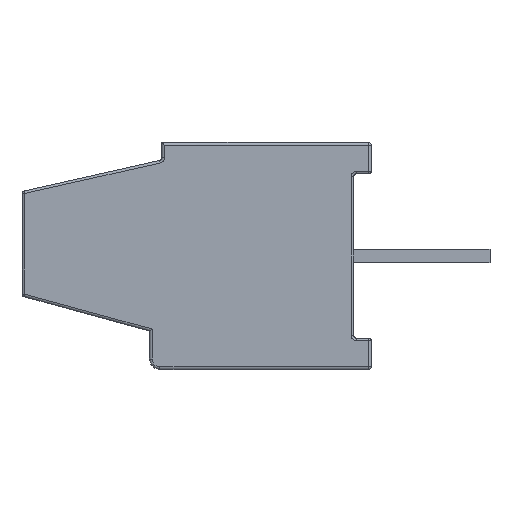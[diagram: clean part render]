
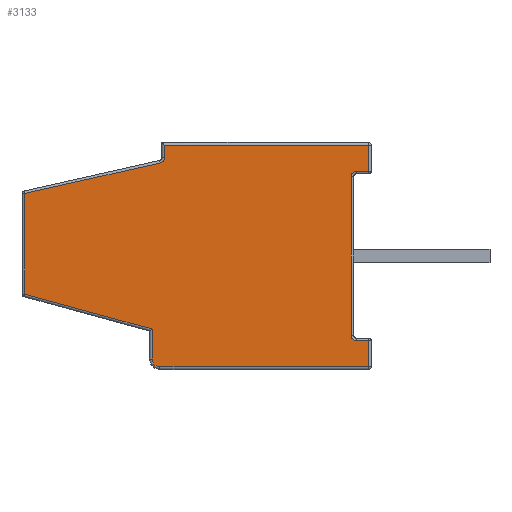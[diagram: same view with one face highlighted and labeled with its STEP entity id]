
A CAD part, left-side view. The second image highlights one B-rep face of the part: STEP entity #3133.
In plain terms, the highlighted planar face has unit normal (-1, 0, 0).
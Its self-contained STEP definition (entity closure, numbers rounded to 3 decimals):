
#284 = DIRECTION ( 'NONE',  ( 0., 0., 1. ) ) ;
#432 = CARTESIAN_POINT ( 'NONE',  ( -6.58, -2.275, -9.575 ) ) ;
#433 = DIRECTION ( 'NONE',  ( 0., 0., 1. ) ) ;
#464 = DIRECTION ( 'NONE',  ( -1., 0., 0. ) ) ;
#475 = CARTESIAN_POINT ( 'NONE',  ( -6.58, -3.175, -4.075 ) ) ;
#509 = CARTESIAN_POINT ( 'NONE',  ( -6.58, 2.425, 0. ) ) ;
#579 = VERTEX_POINT ( 'NONE', #5483 ) ;
#586 = VECTOR ( 'NONE', #2779, 1000. ) ;
#590 = AXIS2_PLACEMENT_3D ( 'NONE', #1804, #1781, #2940 ) ;
#709 = VERTEX_POINT ( 'NONE', #4450 ) ;
#741 = CARTESIAN_POINT ( 'NONE',  ( -6.58, -1.688, 0.38 ) ) ;
#806 = EDGE_CURVE ( 'NONE', #7435, #5986, #6663, .T. ) ;
#840 = ORIENTED_EDGE ( 'NONE', *, *, #5086, .F. ) ;
#864 = ORIENTED_EDGE ( 'NONE', *, *, #5457, .T. ) ;
#884 = LINE ( 'NONE', #4749, #1563 ) ;
#892 = CARTESIAN_POINT ( 'NONE',  ( -6.58, -2.81, -4.075 ) ) ;
#953 = CARTESIAN_POINT ( 'NONE',  ( -6.58, -2.425, -9.925 ) ) ;
#989 = EDGE_CURVE ( 'NONE', #6252, #3748, #6947, .T. ) ;
#1023 = DIRECTION ( 'NONE',  ( 0., 0., 1. ) ) ;
#1088 = DIRECTION ( 'NONE',  ( 0., 0., 1. ) ) ;
#1095 = DIRECTION ( 'NONE',  ( 0., 0., -1. ) ) ;
#1196 = CARTESIAN_POINT ( 'NONE',  ( -6.58, 3.175, -9.925 ) ) ;
#1294 = CIRCLE ( 'NONE', #590, 0.15 ) ;
#1537 = EDGE_CURVE ( 'NONE', #6041, #579, #5084, .T. ) ;
#1545 = CARTESIAN_POINT ( 'NONE',  ( -6.58, 2.093, -3.725 ) ) ;
#1562 = DIRECTION ( 'NONE',  ( 0., -1., 0. ) ) ;
#1563 = VECTOR ( 'NONE', #6643, 1000. ) ;
#1639 = CARTESIAN_POINT ( 'NONE',  ( -6.58, 1.093, -0.075 ) ) ;
#1649 = CARTESIAN_POINT ( 'NONE',  ( -6.58, 3.175, 0. ) ) ;
#1671 = VECTOR ( 'NONE', #1088, 1000. ) ;
#1678 = VERTEX_POINT ( 'NONE', #892 ) ;
#1781 = DIRECTION ( 'NONE',  ( -1., 0., 0. ) ) ;
#1804 = CARTESIAN_POINT ( 'NONE',  ( -6.58, 2.275, -9.575 ) ) ;
#1986 = DIRECTION ( 'NONE',  ( 0., 1., 0. ) ) ;
#1990 = ORIENTED_EDGE ( 'NONE', *, *, #1537, .T. ) ;
#1993 = DIRECTION ( 'NONE',  ( 0., 0.264, -0.964 ) ) ;
#2042 = FACE_OUTER_BOUND ( 'NONE', #6451, .T. ) ;
#2049 = VERTEX_POINT ( 'NONE', #1639 ) ;
#2079 = CARTESIAN_POINT ( 'NONE',  ( -6.58, -2.81, -3.925 ) ) ;
#2191 = CARTESIAN_POINT ( 'NONE',  ( -6.58, 2.95, -3.95 ) ) ;
#2230 = CARTESIAN_POINT ( 'NONE',  ( -6.58, 0., -9.425 ) ) ;
#2255 = CIRCLE ( 'NONE', #5695, 0.225 ) ;
#2266 = DIRECTION ( 'NONE',  ( -1., 0., 0. ) ) ;
#2342 = ORIENTED_EDGE ( 'NONE', *, *, #6200, .T. ) ;
#2364 = ORIENTED_EDGE ( 'NONE', *, *, #3998, .T. ) ;
#2405 = DIRECTION ( 'NONE',  ( 0., 0., -1. ) ) ;
#2550 = CARTESIAN_POINT ( 'NONE',  ( -6.58, 0., -4.075 ) ) ;
#2779 = DIRECTION ( 'NONE',  ( 0., 0., 1. ) ) ;
#2857 = EDGE_CURVE ( 'NONE', #709, #6041, #3240, .T. ) ;
#2940 = DIRECTION ( 'NONE',  ( 0., 0., 1. ) ) ;
#2959 = ORIENTED_EDGE ( 'NONE', *, *, #989, .T. ) ;
#2992 = ORIENTED_EDGE ( 'NONE', *, *, #7074, .F. ) ;
#3010 = ORIENTED_EDGE ( 'NONE', *, *, #3925, .T. ) ;
#3057 = VERTEX_POINT ( 'NONE', #1545 ) ;
#3133 = ADVANCED_FACE ( 'NONE', ( #2042 ), #4123, .T. ) ;
#3240 = LINE ( 'NONE', #6655, #4518 ) ;
#3249 = VECTOR ( 'NONE', #6816, 1000. ) ;
#3291 = CARTESIAN_POINT ( 'NONE',  ( -6.58, 2.275, -9.425 ) ) ;
#3360 = DIRECTION ( 'NONE',  ( 0., 0.22, 0.976 ) ) ;
#3414 = VECTOR ( 'NONE', #4844, 1000. ) ;
#3459 = DIRECTION ( 'NONE',  ( 0., 0., 1. ) ) ;
#3518 = EDGE_CURVE ( 'NONE', #7435, #5731, #1294, .T. ) ;
#3572 = VECTOR ( 'NONE', #1993, 1000. ) ;
#3637 = VECTOR ( 'NONE', #1562, 1000. ) ;
#3646 = EDGE_CURVE ( 'NONE', #5567, #6252, #2255, .T. ) ;
#3748 = VERTEX_POINT ( 'NONE', #1196 ) ;
#3805 = CIRCLE ( 'NONE', #7693, 0.15 ) ;
#3853 = LINE ( 'NONE', #7476, #3572 ) ;
#3925 = EDGE_CURVE ( 'NONE', #4902, #5731, #7465, .T. ) ;
#3998 = EDGE_CURVE ( 'NONE', #3057, #5567, #884, .T. ) ;
#4009 = DIRECTION ( 'NONE',  ( -1., 0., 0. ) ) ;
#4015 = CARTESIAN_POINT ( 'NONE',  ( -6.58, 3.175, -3.95 ) ) ;
#4123 = PLANE ( 'NONE',  #7976 ) ;
#4142 = DIRECTION ( 'NONE',  ( 0., 1., 0. ) ) ;
#4178 = CARTESIAN_POINT ( 'NONE',  ( -6.58, 2.95, -3.725 ) ) ;
#4239 = VERTEX_POINT ( 'NONE', #6282 ) ;
#4252 = LINE ( 'NONE', #6454, #586 ) ;
#4330 = EDGE_CURVE ( 'NONE', #2049, #3057, #3853, .T. ) ;
#4450 = CARTESIAN_POINT ( 'NONE',  ( -6.58, -2.425, -9.575 ) ) ;
#4514 = VECTOR ( 'NONE', #1095, 1000. ) ;
#4518 = VECTOR ( 'NONE', #2405, 1000. ) ;
#4539 = ORIENTED_EDGE ( 'NONE', *, *, #8020, .T. ) ;
#4659 = CARTESIAN_POINT ( 'NONE',  ( -6.58, -2.275, -9.425 ) ) ;
#4749 = CARTESIAN_POINT ( 'NONE',  ( -6.58, 0., -3.725 ) ) ;
#4790 = DIRECTION ( 'NONE',  ( -1., 0., 0. ) ) ;
#4794 = CARTESIAN_POINT ( 'NONE',  ( -6.58, 0., -9.925 ) ) ;
#4844 = DIRECTION ( 'NONE',  ( 0., -1., 0. ) ) ;
#4902 = VERTEX_POINT ( 'NONE', #6153 ) ;
#5084 = LINE ( 'NONE', #4794, #3414 ) ;
#5086 = EDGE_CURVE ( 'NONE', #4239, #1678, #6100, .T. ) ;
#5093 = ORIENTED_EDGE ( 'NONE', *, *, #2857, .T. ) ;
#5334 = VERTEX_POINT ( 'NONE', #475 ) ;
#5381 = VECTOR ( 'NONE', #3360, 1000. ) ;
#5457 = EDGE_CURVE ( 'NONE', #579, #5334, #4252, .T. ) ;
#5483 = CARTESIAN_POINT ( 'NONE',  ( -6.58, -3.175, -9.925 ) ) ;
#5567 = VERTEX_POINT ( 'NONE', #4178 ) ;
#5580 = LINE ( 'NONE', #741, #5381 ) ;
#5695 = AXIS2_PLACEMENT_3D ( 'NONE', #2191, #4790, #1023 ) ;
#5731 = VERTEX_POINT ( 'NONE', #7381 ) ;
#5986 = VERTEX_POINT ( 'NONE', #4659 ) ;
#6041 = VERTEX_POINT ( 'NONE', #953 ) ;
#6070 = ORIENTED_EDGE ( 'NONE', *, *, #6395, .T. ) ;
#6100 = CIRCLE ( 'NONE', #7838, 0.15 ) ;
#6124 = VECTOR ( 'NONE', #1986, 1000. ) ;
#6153 = CARTESIAN_POINT ( 'NONE',  ( -6.58, 2.425, -9.925 ) ) ;
#6200 = EDGE_CURVE ( 'NONE', #3748, #4902, #6556, .T. ) ;
#6252 = VERTEX_POINT ( 'NONE', #4015 ) ;
#6263 = CARTESIAN_POINT ( 'NONE',  ( -6.58, 0., -9.925 ) ) ;
#6282 = CARTESIAN_POINT ( 'NONE',  ( -6.58, -2.664, -3.958 ) ) ;
#6328 = LINE ( 'NONE', #2550, #6124 ) ;
#6354 = ORIENTED_EDGE ( 'NONE', *, *, #3646, .T. ) ;
#6395 = EDGE_CURVE ( 'NONE', #4239, #7777, #5580, .T. ) ;
#6410 = LINE ( 'NONE', #6644, #7372 ) ;
#6451 = EDGE_LOOP ( 'NONE', ( #1990, #864, #4539, #840, #6070, #6735, #7261, #2364, #6354, #2959, #2342, #3010, #7027, #7525, #2992, #5093 ) ) ;
#6454 = CARTESIAN_POINT ( 'NONE',  ( -6.58, -3.175, 0. ) ) ;
#6490 = CARTESIAN_POINT ( 'NONE',  ( -6.58, 0., 0. ) ) ;
#6556 = LINE ( 'NONE', #6263, #3249 ) ;
#6643 = DIRECTION ( 'NONE',  ( 0., 1., 0. ) ) ;
#6644 = CARTESIAN_POINT ( 'NONE',  ( -6.58, 0., -0.075 ) ) ;
#6655 = CARTESIAN_POINT ( 'NONE',  ( -6.58, -2.425, 0. ) ) ;
#6663 = LINE ( 'NONE', #2230, #3637 ) ;
#6735 = ORIENTED_EDGE ( 'NONE', *, *, #7837, .T. ) ;
#6816 = DIRECTION ( 'NONE',  ( 0., -1., 0. ) ) ;
#6947 = LINE ( 'NONE', #1649, #4514 ) ;
#7027 = ORIENTED_EDGE ( 'NONE', *, *, #3518, .F. ) ;
#7074 = EDGE_CURVE ( 'NONE', #709, #5986, #3805, .T. ) ;
#7261 = ORIENTED_EDGE ( 'NONE', *, *, #4330, .T. ) ;
#7272 = CARTESIAN_POINT ( 'NONE',  ( -6.58, -1.79, -0.075 ) ) ;
#7372 = VECTOR ( 'NONE', #4142, 1000. ) ;
#7381 = CARTESIAN_POINT ( 'NONE',  ( -6.58, 2.425, -9.575 ) ) ;
#7435 = VERTEX_POINT ( 'NONE', #3291 ) ;
#7465 = LINE ( 'NONE', #509, #1671 ) ;
#7476 = CARTESIAN_POINT ( 'NONE',  ( -6.58, 0.997, 0.273 ) ) ;
#7525 = ORIENTED_EDGE ( 'NONE', *, *, #806, .T. ) ;
#7693 = AXIS2_PLACEMENT_3D ( 'NONE', #432, #464, #3459 ) ;
#7777 = VERTEX_POINT ( 'NONE', #7272 ) ;
#7837 = EDGE_CURVE ( 'NONE', #7777, #2049, #6410, .T. ) ;
#7838 = AXIS2_PLACEMENT_3D ( 'NONE', #2079, #4009, #284 ) ;
#7976 = AXIS2_PLACEMENT_3D ( 'NONE', #6490, #2266, #433 ) ;
#8020 = EDGE_CURVE ( 'NONE', #5334, #1678, #6328, .T. ) ;
